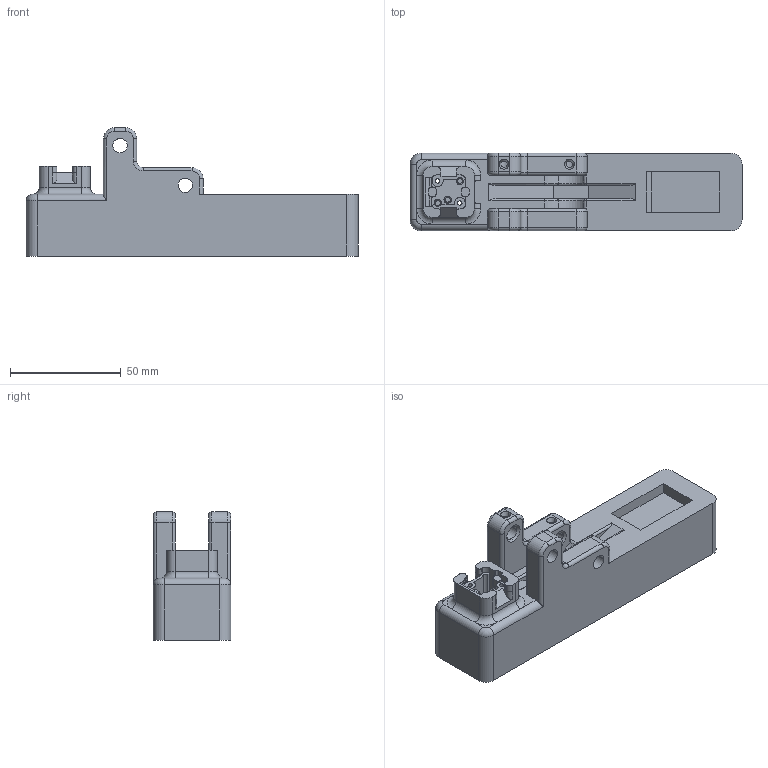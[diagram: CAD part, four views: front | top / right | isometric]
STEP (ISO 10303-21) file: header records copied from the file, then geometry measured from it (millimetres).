
FILE_DESCRIPTION (( 'STEP AP214' ), '1' );
FILE_NAME ('Long Fixture Base.STEP', '2023-12-13T17:32:07', ( '' ), ( '' ), 'SwSTEP 2.0', 'SolidWorks 2023', '' );
FILE_SCHEMA (( 'AUTOMOTIVE_DESIGN' ));
Length unit declared in the file: millimetre
Products named in the file (1): Long Fixture Base
Bounding box: 150 x 35 x 58 mm (x, y, z)
Volume: 157401 mm3; surface area: 29561.8 mm2
Topology: 1 solids, 1 shells, 288 faces, 752 edges, 466 vertices
Faces by surface type: cylinder 137, plane 85, cone 38, torus 28
Entity records: 9041 total; most frequent: CARTESIAN_POINT 1741, DIRECTION 1616, ORIENTED_EDGE 1504, EDGE_CURVE 752, AXIS2_PLACEMENT_3D 607, VERTEX_POINT 466, VECTOR 402, LINE 402
